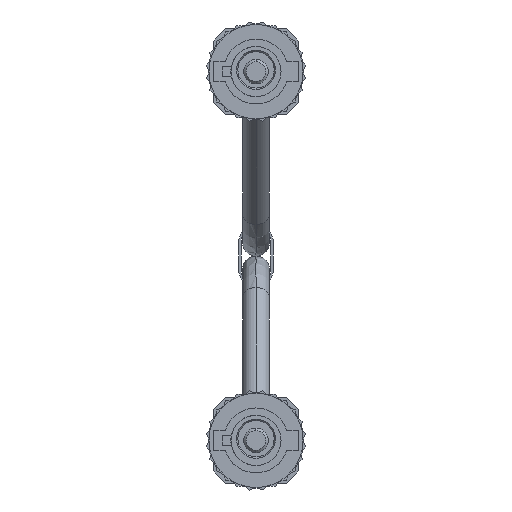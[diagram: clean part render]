
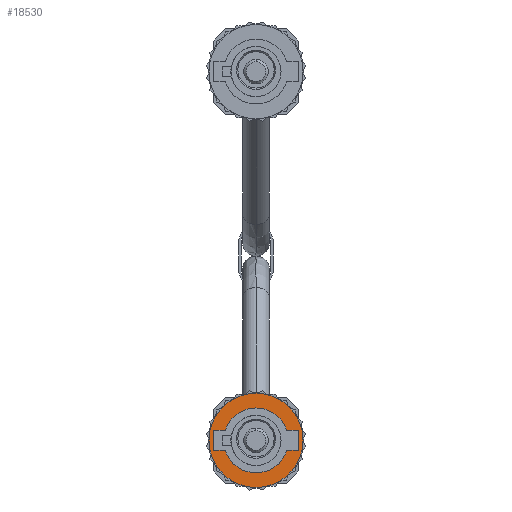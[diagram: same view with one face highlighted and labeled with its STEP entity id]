
A CAD part, front view. The second image highlights one B-rep face of the part: STEP entity #18530.
In plain terms, the highlighted face is planar.
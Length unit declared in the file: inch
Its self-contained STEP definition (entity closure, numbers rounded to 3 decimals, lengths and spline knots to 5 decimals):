
#6843 = CARTESIAN_POINT ( 'NONE',  ( 0.126, 0.45, 0.041 ) ) ;
#6844 = DIRECTION ( 'NONE',  ( 0., 0., 1. ) ) ;
#6845 = DIRECTION ( 'NONE',  ( 0., 1., 0. ) ) ;
#6846 = CARTESIAN_POINT ( 'NONE',  ( 0., 0.45, 0. ) ) ;
#6847 = AXIS2_PLACEMENT_3D ( 'NONE', #6846, #6845, #6844 ) ;
#6848 = CIRCLE ( 'NONE', #6847, 0.1325 ) ;
#6849 = CARTESIAN_POINT ( 'NONE',  ( 0., 0.45, 0.1325 ) ) ;
#7076 = CARTESIAN_POINT ( 'NONE',  ( 0., 0.45, -0.1925 ) ) ;
#7077 = CARTESIAN_POINT ( 'NONE',  ( 0., 0.45, 0.1925 ) ) ;
#7078 = DIRECTION ( 'NONE',  ( 0., 0., 1. ) ) ;
#7079 = DIRECTION ( 'NONE',  ( 0., 1., 0. ) ) ;
#7080 = AXIS2_PLACEMENT_3D ( 'NONE', #7086, #7079, #7078 ) ;
#7081 = CIRCLE ( 'NONE', #7080, 0.1925 ) ;
#7086 = CARTESIAN_POINT ( 'NONE',  ( 0., 0.45, 0. ) ) ;
#8826 = DIRECTION ( 'NONE',  ( -1., 0., 0. ) ) ;
#8827 = VECTOR ( 'NONE', #8826, 39.37008 ) ;
#8828 = CARTESIAN_POINT ( 'NONE',  ( 0.1725, 0.45, -0.041 ) ) ;
#8829 = LINE ( 'NONE', #8828, #8827 ) ;
#10036 = AXIS2_PLACEMENT_3D ( 'NONE', #10092, #10091, #10090 ) ;
#10037 = CIRCLE ( 'NONE', #10036, 0.1925 ) ;
#10039 = CARTESIAN_POINT ( 'NONE',  ( 0.126, 0.45, -0.041 ) ) ;
#10040 = DIRECTION ( 'NONE',  ( 0., 0., 1. ) ) ;
#10041 = DIRECTION ( 'NONE',  ( 0., 1., 0. ) ) ;
#10042 = CARTESIAN_POINT ( 'NONE',  ( 0., 0.45, 0. ) ) ;
#10043 = AXIS2_PLACEMENT_3D ( 'NONE', #10042, #10041, #10040 ) ;
#10044 = CIRCLE ( 'NONE', #10043, 0.1325 ) ;
#10045 = CARTESIAN_POINT ( 'NONE',  ( -0.126, 0.45, -0.041 ) ) ;
#10046 = DIRECTION ( 'NONE',  ( -1., 0., 0. ) ) ;
#10047 = VECTOR ( 'NONE', #10046, 39.37008 ) ;
#10048 = CARTESIAN_POINT ( 'NONE',  ( -0.126, 0.45, -0.041 ) ) ;
#10049 = LINE ( 'NONE', #10048, #10047 ) ;
#10050 = CARTESIAN_POINT ( 'NONE',  ( -0.1725, 0.45, -0.041 ) ) ;
#10051 = DIRECTION ( 'NONE',  ( 0., 0., 1. ) ) ;
#10052 = VECTOR ( 'NONE', #10051, 39.37008 ) ;
#10053 = CARTESIAN_POINT ( 'NONE',  ( -0.1725, 0.45, -0.041 ) ) ;
#10054 = LINE ( 'NONE', #10053, #10052 ) ;
#10055 = CARTESIAN_POINT ( 'NONE',  ( -0.1725, 0.45, 0.041 ) ) ;
#10056 = DIRECTION ( 'NONE',  ( 1., 0., 0. ) ) ;
#10057 = VECTOR ( 'NONE', #10056, 39.37008 ) ;
#10058 = CARTESIAN_POINT ( 'NONE',  ( -0.126, 0.45, 0.041 ) ) ;
#10059 = LINE ( 'NONE', #10058, #10057 ) ;
#10060 = CARTESIAN_POINT ( 'NONE',  ( -0.126, 0.45, 0.041 ) ) ;
#10061 = DIRECTION ( 'NONE',  ( 0., 0., 1. ) ) ;
#10062 = DIRECTION ( 'NONE',  ( 0., 1., 0. ) ) ;
#10063 = CARTESIAN_POINT ( 'NONE',  ( 0., 0.45, 0. ) ) ;
#10064 = AXIS2_PLACEMENT_3D ( 'NONE', #10063, #10062, #10061 ) ;
#10065 = CIRCLE ( 'NONE', #10064, 0.1325 ) ;
#10066 = DIRECTION ( 'NONE',  ( 0., 0., 1. ) ) ;
#10067 = DIRECTION ( 'NONE',  ( 0., 1., 0. ) ) ;
#10068 = CARTESIAN_POINT ( 'NONE',  ( 0., 0.45, 0. ) ) ;
#10069 = AXIS2_PLACEMENT_3D ( 'NONE', #10068, #10067, #10066 ) ;
#10070 = PLANE ( 'NONE',  #10069 ) ;
#10088 = FACE_OUTER_BOUND ( 'NONE', #17185, .T. ) ;
#10089 = FACE_BOUND ( 'NONE', #18531, .T. ) ;
#10090 = DIRECTION ( 'NONE',  ( 0., 0., 1. ) ) ;
#10091 = DIRECTION ( 'NONE',  ( 0., 1., 0. ) ) ;
#10092 = CARTESIAN_POINT ( 'NONE',  ( 0., 0.45, 0. ) ) ;
#10115 = DIRECTION ( 'NONE',  ( 1., 0., 0. ) ) ;
#10116 = VECTOR ( 'NONE', #10115, 39.37008 ) ;
#10117 = CARTESIAN_POINT ( 'NONE',  ( 0.1725, 0.45, 0.041 ) ) ;
#10118 = LINE ( 'NONE', #10117, #10116 ) ;
#10119 = CARTESIAN_POINT ( 'NONE',  ( 0.1725, 0.45, -0.041 ) ) ;
#10120 = CARTESIAN_POINT ( 'NONE',  ( 0.1725, 0.45, 0.041 ) ) ;
#10121 = DIRECTION ( 'NONE',  ( 0., 0., -1. ) ) ;
#10122 = VECTOR ( 'NONE', #10121, 39.37008 ) ;
#10123 = CARTESIAN_POINT ( 'NONE',  ( 0.1725, 0.45, -0.041 ) ) ;
#10124 = LINE ( 'NONE', #10123, #10122 ) ;
#17185 = EDGE_LOOP ( 'NONE', ( #18580, #18581 ) ) ;
#17433 = VERTEX_POINT ( 'NONE', #6849 ) ;
#17435 = EDGE_CURVE ( 'NONE', #17433, #17436, #6848, .T. ) ;
#17436 = VERTEX_POINT ( 'NONE', #6843 ) ;
#17493 = EDGE_CURVE ( 'NONE', #17494, #17495, #7081, .T. ) ;
#17494 = VERTEX_POINT ( 'NONE', #7077 ) ;
#17495 = VERTEX_POINT ( 'NONE', #7076 ) ;
#18210 = EDGE_CURVE ( 'NONE', #18535, #18525, #8829, .T. ) ;
#18512 = EDGE_CURVE ( 'NONE', #18513, #17433, #10065, .T. ) ;
#18513 = VERTEX_POINT ( 'NONE', #10060 ) ;
#18514 = ORIENTED_EDGE ( 'NONE', *, *, #18515, .F. ) ;
#18515 = EDGE_CURVE ( 'NONE', #18516, #18513, #10059, .T. ) ;
#18516 = VERTEX_POINT ( 'NONE', #10055 ) ;
#18517 = ORIENTED_EDGE ( 'NONE', *, *, #18518, .F. ) ;
#18518 = EDGE_CURVE ( 'NONE', #18519, #18516, #10054, .T. ) ;
#18519 = VERTEX_POINT ( 'NONE', #10050 ) ;
#18520 = ORIENTED_EDGE ( 'NONE', *, *, #18521, .F. ) ;
#18521 = EDGE_CURVE ( 'NONE', #18522, #18519, #10049, .T. ) ;
#18522 = VERTEX_POINT ( 'NONE', #10045 ) ;
#18523 = ORIENTED_EDGE ( 'NONE', *, *, #18524, .F. ) ;
#18524 = EDGE_CURVE ( 'NONE', #18525, #18522, #10044, .T. ) ;
#18525 = VERTEX_POINT ( 'NONE', #10039 ) ;
#18526 = ORIENTED_EDGE ( 'NONE', *, *, #18210, .F. ) ;
#18527 = EDGE_CURVE ( 'NONE', #17495, #17494, #10037, .T. ) ;
#18530 = ADVANCED_FACE ( 'NONE', ( #10089, #10088 ), #10070, .T. ) ;
#18531 = EDGE_LOOP ( 'NONE', ( #18532, #18536, #18538, #18539, #18514, #18517, #18520, #18523, #18526 ) ) ;
#18532 = ORIENTED_EDGE ( 'NONE', *, *, #18533, .F. ) ;
#18533 = EDGE_CURVE ( 'NONE', #18534, #18535, #10124, .T. ) ;
#18534 = VERTEX_POINT ( 'NONE', #10120 ) ;
#18535 = VERTEX_POINT ( 'NONE', #10119 ) ;
#18536 = ORIENTED_EDGE ( 'NONE', *, *, #18537, .F. ) ;
#18537 = EDGE_CURVE ( 'NONE', #17436, #18534, #10118, .T. ) ;
#18538 = ORIENTED_EDGE ( 'NONE', *, *, #17435, .F. ) ;
#18539 = ORIENTED_EDGE ( 'NONE', *, *, #18512, .F. ) ;
#18580 = ORIENTED_EDGE ( 'NONE', *, *, #18527, .T. ) ;
#18581 = ORIENTED_EDGE ( 'NONE', *, *, #17493, .T. ) ;
